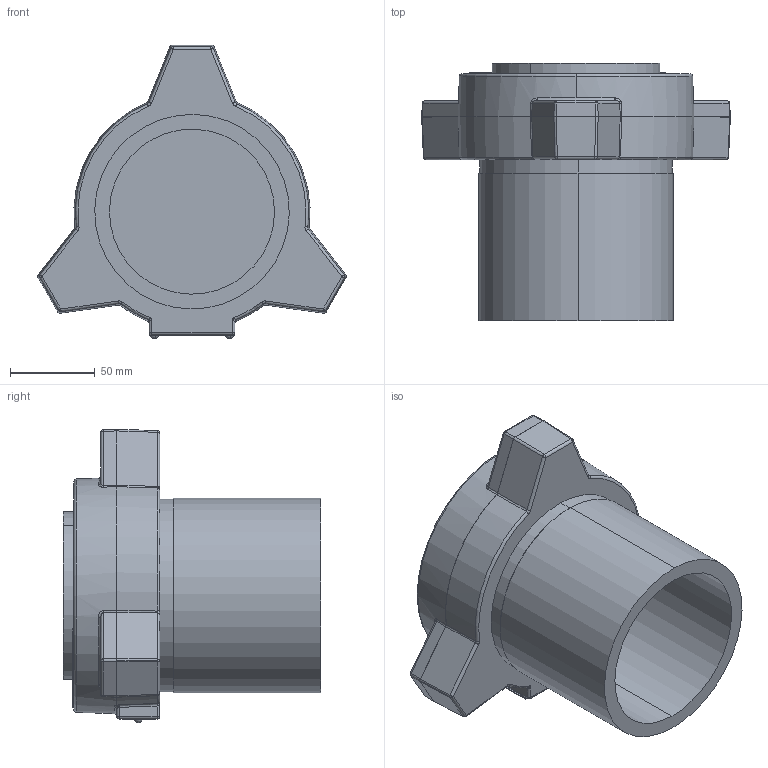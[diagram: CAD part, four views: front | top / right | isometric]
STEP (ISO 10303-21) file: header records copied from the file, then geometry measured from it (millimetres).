
FILE_DESCRIPTION (( 'STEP AP203' ), '1' );
FILE_NAME ('4 INCH 450HUC 5 INCH LG (CCI).STEP', '2017-04-03T14:15:11', ( 'PCTech' ), ( 'Microsoft' ), 'SwSTEP 2.0', 'SolidWorks 2016', '' );
FILE_SCHEMA (( 'CONFIG_CONTROL_DESIGN' ));
Length unit declared in the file: inch
Products named in the file (1): 4 INCH 450HUC 5 INCH LG (CCI)
Bounding box: 182.54 x 152.4 x 173.6 mm (x, y, z)
Volume: 980860.9 mm3; surface area: 139559 mm2
Topology: 1 solids, 1 shells, 749 faces, 1945 edges, 1239 vertices
Faces by surface type: plane 416, bspline 220, cylinder 61, sphere 31, torus 15, cone 6
Entity records: 33061 total; most frequent: CARTESIAN_POINT 16172, ORIENTED_EDGE 3854, DIRECTION 2770, EDGE_CURVE 1927, VECTOR 1264, LINE 1264, VERTEX_POINT 1239, EDGE_LOOP 808
